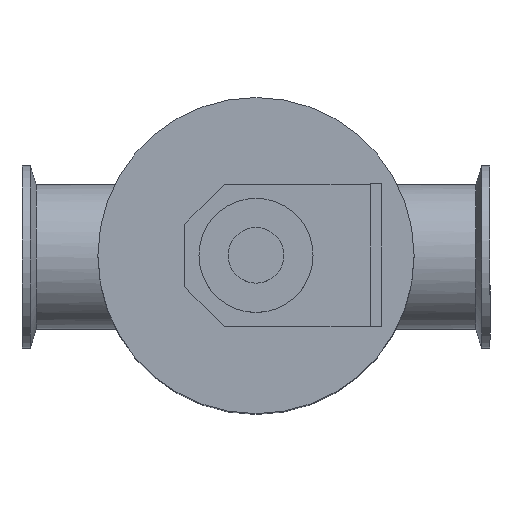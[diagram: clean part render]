
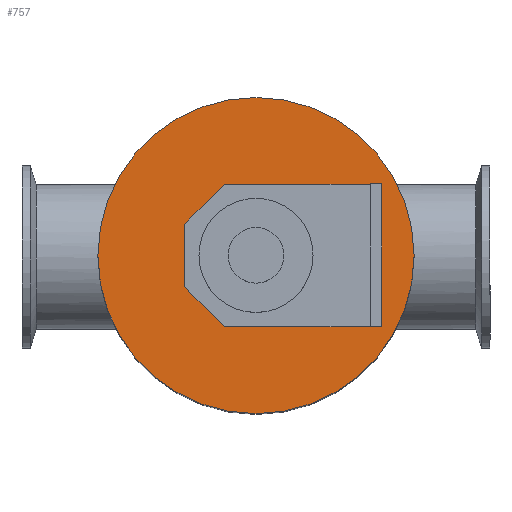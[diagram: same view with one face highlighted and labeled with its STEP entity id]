
A CAD part, top view. The second image highlights one B-rep face of the part: STEP entity #757.
In plain terms, the highlighted planar face has unit normal (0, 0, 1).
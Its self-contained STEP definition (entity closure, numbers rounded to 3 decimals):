
#184=FACE_OUTER_BOUND('',#241,.T.);
#241=EDGE_LOOP('',(#520));
#294=CIRCLE('',#867,55.4);
#332=VERTEX_POINT('',#1206);
#396=EDGE_CURVE('',#332,#332,#294,.T.);
#520=ORIENTED_EDGE('',*,*,#396,.F.);
#691=PLANE('',#883);
#757=ADVANCED_FACE('',(#184),#691,.T.);
#867=AXIS2_PLACEMENT_3D('',#1208,#970,#971);
#883=AXIS2_PLACEMENT_3D('',#1235,#1006,#1007);
#970=DIRECTION('center_axis',(0.,0.,-1.));
#971=DIRECTION('ref_axis',(-1.,0.,0.));
#1006=DIRECTION('center_axis',(0.,0.,1.));
#1007=DIRECTION('ref_axis',(1.,0.,0.));
#1206=CARTESIAN_POINT('',(55.4,0.,290.9));
#1208=CARTESIAN_POINT('Origin',(0.,0.,290.9));
#1235=CARTESIAN_POINT('Origin',(-27.7,0.,290.9));
